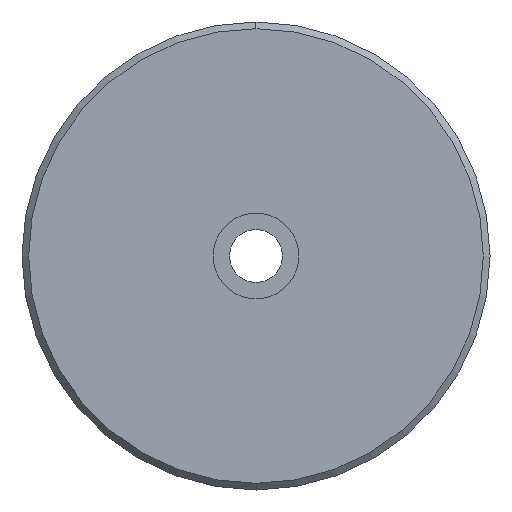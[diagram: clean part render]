
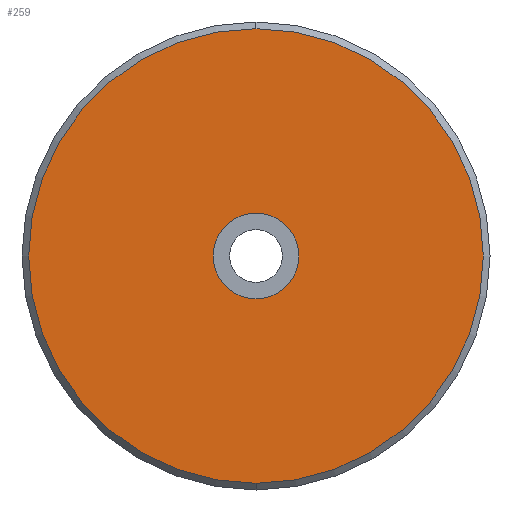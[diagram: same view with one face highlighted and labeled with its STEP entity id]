
A CAD part, left-side view. The second image highlights one B-rep face of the part: STEP entity #259.
In plain terms, the highlighted planar face has unit normal (-1, 0, 0).
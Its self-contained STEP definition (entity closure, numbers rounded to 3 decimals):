
#1 = DIRECTION ( 'NONE',  ( 1., 0., 0. ) ) ;
#6 = AXIS2_PLACEMENT_3D ( 'NONE', #212, #581, #165 ) ;
#20 = CARTESIAN_POINT ( 'NONE',  ( -1.016, 0., 1.625 ) ) ;
#35 = EDGE_CURVE ( 'NONE', #406, #100, #484, .T. ) ;
#42 = DIRECTION ( 'NONE',  ( 0., 0., -1. ) ) ;
#46 = DIRECTION ( 'NONE',  ( 0., 0., 1. ) ) ;
#52 = ORIENTED_EDGE ( 'NONE', *, *, #254, .T. ) ;
#90 = FACE_OUTER_BOUND ( 'NONE', #462, .T. ) ;
#95 = FACE_BOUND ( 'NONE', #234, .T. ) ;
#96 = AXIS2_PLACEMENT_3D ( 'NONE', #460, #1, #42 ) ;
#100 = VERTEX_POINT ( 'NONE', #569 ) ;
#157 = CARTESIAN_POINT ( 'NONE',  ( -1.016, 0., -1.625 ) ) ;
#165 = DIRECTION ( 'NONE',  ( 0., 0., 1. ) ) ;
#183 = PLANE ( 'NONE',  #328 ) ;
#209 = EDGE_CURVE ( 'NONE', #445, #358, #513, .T. ) ;
#212 = CARTESIAN_POINT ( 'NONE',  ( -1.016, 0., 0. ) ) ;
#234 = EDGE_LOOP ( 'NONE', ( #361, #373 ) ) ;
#247 = DIRECTION ( 'NONE',  ( 0., 0., -1. ) ) ;
#254 = EDGE_CURVE ( 'NONE', #100, #406, #592, .T. ) ;
#259 = ADVANCED_FACE ( 'NONE', ( #90, #95 ), #183, .T. ) ;
#261 = AXIS2_PLACEMENT_3D ( 'NONE', #522, #437, #247 ) ;
#275 = DIRECTION ( 'NONE',  ( -1., 0., 0. ) ) ;
#283 = CIRCLE ( 'NONE', #261, 1.625 ) ;
#328 = AXIS2_PLACEMENT_3D ( 'NONE', #563, #275, #46 ) ;
#358 = VERTEX_POINT ( 'NONE', #157 ) ;
#361 = ORIENTED_EDGE ( 'NONE', *, *, #397, .T. ) ;
#368 = DIRECTION ( 'NONE',  ( 0., 0., 1. ) ) ;
#373 = ORIENTED_EDGE ( 'NONE', *, *, #209, .T. ) ;
#392 = AXIS2_PLACEMENT_3D ( 'NONE', #549, #599, #368 ) ;
#397 = EDGE_CURVE ( 'NONE', #358, #445, #283, .T. ) ;
#406 = VERTEX_POINT ( 'NONE', #435 ) ;
#435 = CARTESIAN_POINT ( 'NONE',  ( -1.016, 0., 8.636 ) ) ;
#437 = DIRECTION ( 'NONE',  ( 1., 0., 0. ) ) ;
#445 = VERTEX_POINT ( 'NONE', #20 ) ;
#460 = CARTESIAN_POINT ( 'NONE',  ( -1.016, 0., 0. ) ) ;
#462 = EDGE_LOOP ( 'NONE', ( #52, #584 ) ) ;
#484 = CIRCLE ( 'NONE', #6, 8.636 ) ;
#513 = CIRCLE ( 'NONE', #96, 1.625 ) ;
#522 = CARTESIAN_POINT ( 'NONE',  ( -1.016, 0., 0. ) ) ;
#549 = CARTESIAN_POINT ( 'NONE',  ( -1.016, 0., 0. ) ) ;
#563 = CARTESIAN_POINT ( 'NONE',  ( -1.016, 1.625, 0. ) ) ;
#569 = CARTESIAN_POINT ( 'NONE',  ( -1.016, 0., -8.636 ) ) ;
#581 = DIRECTION ( 'NONE',  ( -1., 0., 0. ) ) ;
#584 = ORIENTED_EDGE ( 'NONE', *, *, #35, .T. ) ;
#592 = CIRCLE ( 'NONE', #392, 8.636 ) ;
#599 = DIRECTION ( 'NONE',  ( -1., 0., 0. ) ) ;
